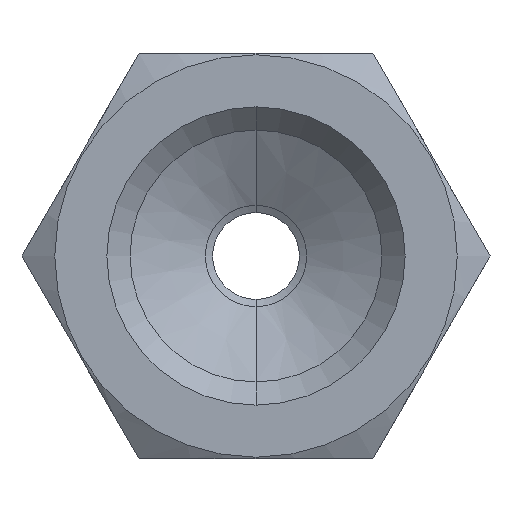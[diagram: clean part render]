
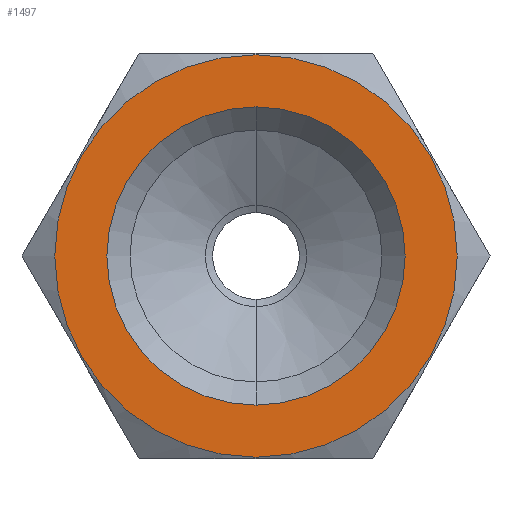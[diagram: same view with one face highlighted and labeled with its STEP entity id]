
A CAD part, front view. The second image highlights one B-rep face of the part: STEP entity #1497.
In plain terms, the highlighted planar face has unit normal (0, -1, 0).
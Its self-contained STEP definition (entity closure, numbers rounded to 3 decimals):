
#111 = CARTESIAN_POINT ( 'NONE',  ( 0., 0., 0. ) ) ;
#112 = DIRECTION ( 'NONE',  ( 0., -1., 0. ) ) ;
#113 = DIRECTION ( 'NONE',  ( 0., 0., -1. ) ) ;
#175 = CARTESIAN_POINT ( 'NONE',  ( 0., 0., 0. ) ) ;
#176 = DIRECTION ( 'NONE',  ( 0., -1., 0. ) ) ;
#177 = DIRECTION ( 'NONE',  ( 0., 0., -1. ) ) ;
#194 = PLANE ( 'NONE',  #564 ) ;
#195 = CARTESIAN_POINT ( 'NONE',  ( 6.95, 0., 0. ) ) ;
#196 = DIRECTION ( 'NONE',  ( 0., -1., 0. ) ) ;
#197 = DIRECTION ( 'NONE',  ( 0., 0., -1. ) ) ;
#318 = CIRCLE ( 'NONE', #320, 6.95 ) ;
#320 = AXIS2_PLACEMENT_3D ( 'NONE', #1224, #1225, #1226 ) ;
#345 = AXIS2_PLACEMENT_3D ( 'NONE', #111, #112, #113 ) ;
#356 = CIRCLE ( 'NONE', #345, 5.15 ) ;
#488 = EDGE_LOOP ( 'NONE', ( #737, #739 ) ) ;
#490 = EDGE_LOOP ( 'NONE', ( #736, #741 ) ) ;
#554 = CIRCLE ( 'NONE', #557, 6.95 ) ;
#557 = AXIS2_PLACEMENT_3D ( 'NONE', #175, #176, #177 ) ;
#564 = AXIS2_PLACEMENT_3D ( 'NONE', #195, #196, #197 ) ;
#736 = ORIENTED_EDGE ( 'NONE', *, *, #1328, .T. ) ;
#737 = ORIENTED_EDGE ( 'NONE', *, *, #1327, .F. ) ;
#739 = ORIENTED_EDGE ( 'NONE', *, *, #1431, .F. ) ;
#741 = ORIENTED_EDGE ( 'NONE', *, *, #1491, .T. ) ;
#863 = VERTEX_POINT ( 'NONE', #1551 ) ;
#886 = VERTEX_POINT ( 'NONE', #1589 ) ;
#917 = VERTEX_POINT ( 'NONE', #1026 ) ;
#918 = VERTEX_POINT ( 'NONE', #1027 ) ;
#1026 = CARTESIAN_POINT ( 'NONE',  ( 0., 0., -6.95 ) ) ;
#1027 = CARTESIAN_POINT ( 'NONE',  ( 0., 0., 6.95 ) ) ;
#1221 = CARTESIAN_POINT ( 'NONE',  ( 0., 0., 0. ) ) ;
#1222 = DIRECTION ( 'NONE',  ( 0., -1., 0. ) ) ;
#1223 = DIRECTION ( 'NONE',  ( 0., 0., -1. ) ) ;
#1224 = CARTESIAN_POINT ( 'NONE',  ( 0., 0., 0. ) ) ;
#1225 = DIRECTION ( 'NONE',  ( 0., -1., 0. ) ) ;
#1226 = DIRECTION ( 'NONE',  ( 0., 0., -1. ) ) ;
#1327 = EDGE_CURVE ( 'NONE', #863, #886, #2094, .T. ) ;
#1328 = EDGE_CURVE ( 'NONE', #918, #917, #318, .T. ) ;
#1431 = EDGE_CURVE ( 'NONE', #886, #863, #356, .T. ) ;
#1491 = EDGE_CURVE ( 'NONE', #917, #918, #554, .T. ) ;
#1497 = ADVANCED_FACE ( 'NONE', ( #1811, #1812 ), #194, .T. ) ;
#1551 = CARTESIAN_POINT ( 'NONE',  ( 0., 0., -5.15 ) ) ;
#1589 = CARTESIAN_POINT ( 'NONE',  ( 0., 0., 5.15 ) ) ;
#1811 = FACE_BOUND ( 'NONE', #488, .T. ) ;
#1812 = FACE_OUTER_BOUND ( 'NONE', #490, .T. ) ;
#2070 = AXIS2_PLACEMENT_3D ( 'NONE', #1221, #1222, #1223 ) ;
#2094 = CIRCLE ( 'NONE', #2070, 5.15 ) ;
